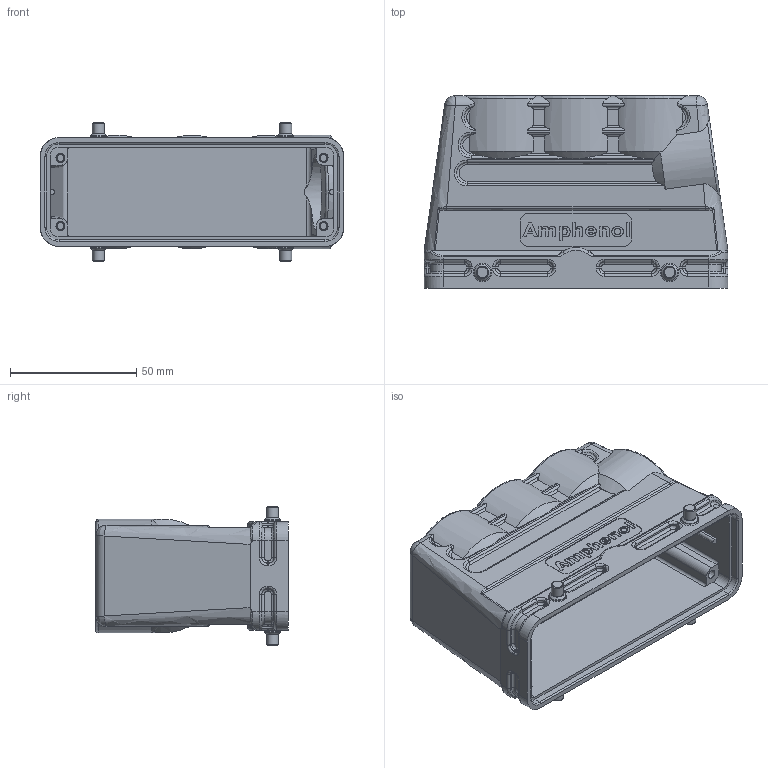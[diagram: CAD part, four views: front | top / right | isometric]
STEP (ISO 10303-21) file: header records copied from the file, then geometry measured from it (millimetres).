
FILE_DESCRIPTION(/* description */ (''),/* implementation_level */ '2;1');
FILE_NAME(/* name */ 'c146 11r024 500 8nxc001-06.stp',/* time_stamp */ '2019-07-10T08:29:35+02:00',/* author */ (''),/* organization */ (''),/* preprocessor_version */ 'ST-DEVELOPER v16.7',/* originating_system */ 'SIEMENS PLM Software NX 12.0',/* authorisation */ '');
FILE_SCHEMA (('AUTOMOTIVE_DESIGN { 1 0 10303 214 3 1 1 1 }'));
Length unit declared in the file: millimetre
Products named in the file (1): c146 11r024 500 8nxc001-06
Bounding box: 120.01 x 76 x 55 mm (x, y, z)
Volume: 77064.3 mm3; surface area: 52875.6 mm2
Topology: 1 solids, 1 shells, 751 faces, 1890 edges, 1166 vertices
Faces by surface type: cylinder 219, plane 217, bspline 195, extrusion 66, cone 42, torus 12
Full cylindrical faces by diameter (mm): 2.7 x4, 4.8 x4, 6.5 x4, 30.5 x1
Entity records: 27673 total; most frequent: CARTESIAN_POINT 11475, ORIENTED_EDGE 3678, DIRECTION 2943, EDGE_CURVE 1839, VERTEX_POINT 1161, AXIS2_PLACEMENT_3D 1047, VECTOR 849, EDGE_LOOP 824
